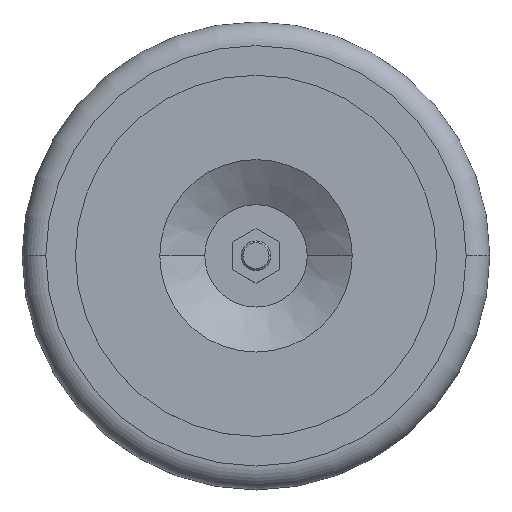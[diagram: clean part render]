
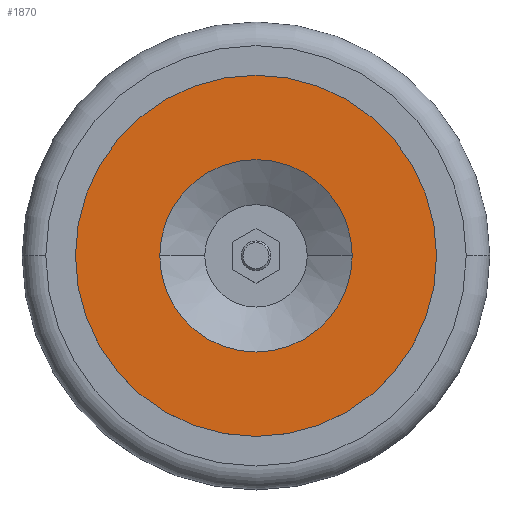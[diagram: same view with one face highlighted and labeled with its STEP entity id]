
A CAD part, top view. The second image highlights one B-rep face of the part: STEP entity #1870.
In plain terms, the highlighted planar face has unit normal (0, 0, 1).
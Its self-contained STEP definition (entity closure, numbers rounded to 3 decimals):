
#1572=CARTESIAN_POINT('',(30.5,0.,37.2));
#1573=VERTEX_POINT('',#1572);
#1589=CARTESIAN_POINT('',(-30.5,0.,37.2));
#1590=VERTEX_POINT('',#1589);
#1597=CARTESIAN_POINT('',(0.0,0.,37.2));
#1598=DIRECTION('',(0.0,0.0,1.0));
#1599=DIRECTION('',(1.0,0.0,0.0));
#1600=AXIS2_PLACEMENT_3D('',#1597,#1598,#1599);
#1601=CIRCLE('',#1600,30.5);
#1602=EDGE_CURVE('',#1573,#1590,#1601,.T.);
#1612=CARTESIAN_POINT('',(16.253,0.,37.2));
#1613=VERTEX_POINT('',#1612);
#1622=CARTESIAN_POINT('',(-16.253,0.,37.2));
#1623=VERTEX_POINT('',#1622);
#1624=CARTESIAN_POINT('',(0.0,0.,37.2));
#1625=DIRECTION('',(0.0,0.0,-1.0));
#1626=DIRECTION('',(1.0,0.0,0.0));
#1627=AXIS2_PLACEMENT_3D('',#1624,#1625,#1626);
#1628=CIRCLE('',#1627,16.253);
#1629=EDGE_CURVE('',#1623,#1613,#1628,.T.);
#1823=CARTESIAN_POINT('',(0.0,0.,37.2));
#1824=DIRECTION('',(0.0,0.0,-1.0));
#1825=DIRECTION('',(1.0,0.0,0.0));
#1826=AXIS2_PLACEMENT_3D('',#1823,#1824,#1825);
#1827=CIRCLE('',#1826,16.253);
#1828=EDGE_CURVE('',#1613,#1623,#1827,.T.);
#1839=CARTESIAN_POINT('',(0.0,0.,37.2));
#1840=DIRECTION('',(0.0,0.0,1.0));
#1841=DIRECTION('',(1.0,0.0,0.0));
#1842=AXIS2_PLACEMENT_3D('',#1839,#1840,#1841);
#1843=CIRCLE('',#1842,30.5);
#1844=EDGE_CURVE('',#1590,#1573,#1843,.T.);
#1857=CARTESIAN_POINT('',(0.0,0.,37.2));
#1858=DIRECTION('',(0.0,0.0,1.0));
#1859=DIRECTION('',(-1.0,0.0,0.0));
#1860=AXIS2_PLACEMENT_3D('',#1857,#1858,#1859);
#1861=PLANE('',#1860);
#1862=ORIENTED_EDGE('',*,*,#1602,.T.);
#1863=ORIENTED_EDGE('',*,*,#1844,.T.);
#1864=EDGE_LOOP('',(#1862,#1863));
#1865=FACE_OUTER_BOUND('',#1864,.T.);
#1866=ORIENTED_EDGE('',*,*,#1828,.T.);
#1867=ORIENTED_EDGE('',*,*,#1629,.T.);
#1868=EDGE_LOOP('',(#1866,#1867));
#1869=FACE_BOUND('',#1868,.T.);
#1870=ADVANCED_FACE('',(#1865,#1869),#1861,.T.);
